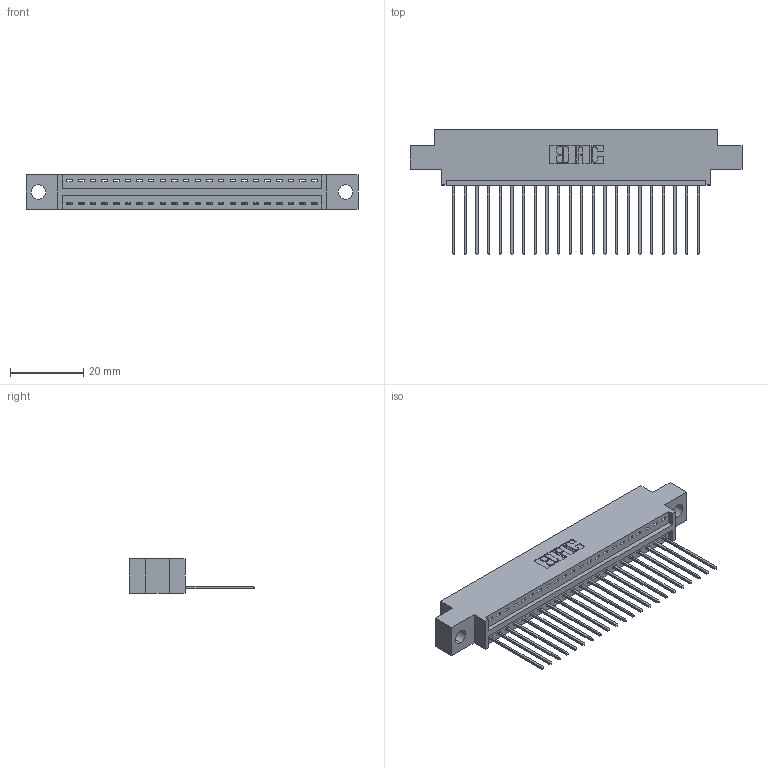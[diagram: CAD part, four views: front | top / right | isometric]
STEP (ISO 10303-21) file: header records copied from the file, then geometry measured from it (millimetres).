
FILE_DESCRIPTION (( 'STEP AP203' ), '1' );
FILE_NAME ('346-022-541-604.STEP', '2022-05-05T19:59:01', ( '' ), ( '' ), 'SwSTEP 2.0', 'SolidWorks 2020', '' );
FILE_SCHEMA (( 'CONFIG_CONTROL_DESIGN' ));
Length unit declared in the file: inch
Products named in the file (3): 345-292-001_345-293-141; 346 Part_0.170 Offset - 0.156 Dia-TH; 346-022-541-604
Assembly tree (23 placements, depth 2):
  346-022-541-604
    346 Part_0.170 Offset - 0.156 Dia-TH
    345-292-001_345-293-141  x22
Bounding box: 90.42 x 34.29 x 9.4 mm (x, y, z)
Volume: 8329.8 mm3; surface area: 10626.6 mm2
Topology: 23 solids, 23 shells, 1416 faces, 4249 edges, 2802 vertices
Faces by surface type: plane 974, cylinder 442
Entity records: 16915 total; most frequent: CARTESIAN_POINT 2916, ORIENTED_EDGE 2870, DIRECTION 2595, EDGE_CURVE 1435, LINE 1215, VECTOR 1215, VERTEX_POINT 954, AXIS2_PLACEMENT_3D 690
